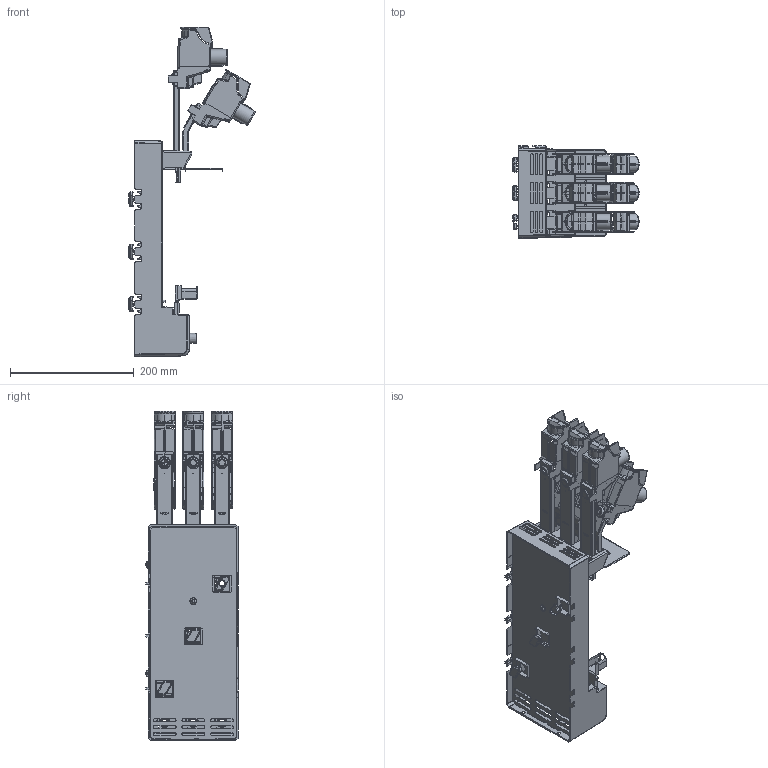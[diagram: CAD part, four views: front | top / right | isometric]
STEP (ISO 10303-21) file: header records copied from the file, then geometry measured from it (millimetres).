
FILE_DESCRIPTION (( 'STEP AP203' ), '1' );
FILE_NAME ('Dummy_2cgd000806a1000_step_asm.STEP', '2021-04-29T13:39:48', ( '' ), ( '' ), 'SwSTEP 2.0', 'SolidWorks 2017', '' );
FILE_SCHEMA (( 'CONFIG_CONTROL_DESIGN' ));
Products named in the file (1): Dummy_2cgd000806a1000_step_asm
Bounding box: 204.14 x 149.5 x 533.44 mm (x, y, z)
Surface area: 364559.4 mm2 (no closed solid volume)
Topology: 0 solids, 305 shells, 1136 faces, 13092 edges, 12190 vertices
Faces by surface type: plane 551, cylinder 327, bspline 153, cone 103, torus 2
Entity records: 158272 total; most frequent: CARTESIAN_POINT 81016, ORIENTED_EDGE 14244, EDGE_CURVE 13064, VERTEX_POINT 12190, DIRECTION 10549, LINE 6433, VECTOR 6433, B_SPLINE_CURVE_WITH_KNOTS 5307
